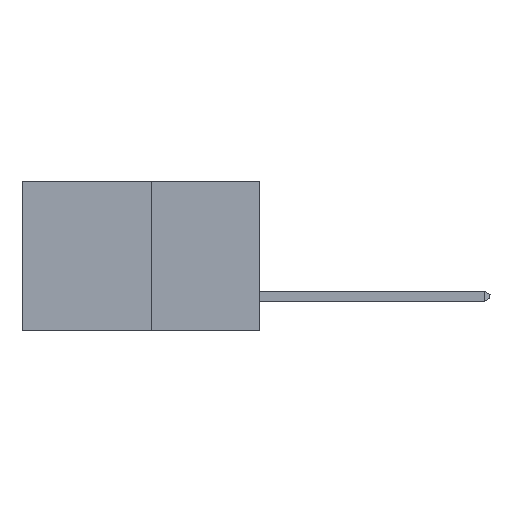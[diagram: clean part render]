
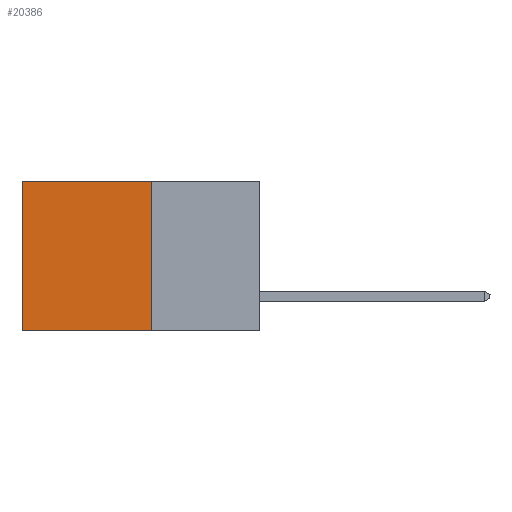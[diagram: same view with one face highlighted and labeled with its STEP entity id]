
A CAD part, left-side view. The second image highlights one B-rep face of the part: STEP entity #20386.
In plain terms, the highlighted planar face has unit normal (-1, 0, 0).
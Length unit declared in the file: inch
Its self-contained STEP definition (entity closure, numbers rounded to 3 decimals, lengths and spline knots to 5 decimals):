
#5 = LINE ( 'NONE', #10175, #5043 ) ;
#266 = CARTESIAN_POINT ( 'NONE',  ( 0.277, 0.27, -0.37 ) ) ;
#501 = CARTESIAN_POINT ( 'NONE',  ( 0.277, 0.27, -0.37 ) ) ;
#863 = LINE ( 'NONE', #20313, #25725 ) ;
#2152 = ORIENTED_EDGE ( 'NONE', *, *, #10841, .F. ) ;
#2682 = AXIS2_PLACEMENT_3D ( 'NONE', #501, #17907, #2975 ) ;
#2975 = DIRECTION ( 'NONE',  ( 0., 0., -1. ) ) ;
#3256 = VERTEX_POINT ( 'NONE', #14194 ) ;
#4833 = EDGE_LOOP ( 'NONE', ( #6297, #2152, #24751, #27366 ) ) ;
#5043 = VECTOR ( 'NONE', #5148, 39.37008 ) ;
#5117 = EDGE_CURVE ( 'NONE', #20705, #20455, #863, .T. ) ;
#5148 = DIRECTION ( 'NONE',  ( 0., 1., 0. ) ) ;
#5769 = LINE ( 'NONE', #266, #30487 ) ;
#6297 = ORIENTED_EDGE ( 'NONE', *, *, #12679, .T. ) ;
#6668 = EDGE_CURVE ( 'NONE', #20705, #13614, #5, .T. ) ;
#7839 = PLANE ( 'NONE',  #2682 ) ;
#10175 = CARTESIAN_POINT ( 'NONE',  ( 0.277, 0.27, 0. ) ) ;
#10263 = DIRECTION ( 'NONE',  ( 0., 1., 0. ) ) ;
#10841 = EDGE_CURVE ( 'NONE', #20455, #3256, #5769, .T. ) ;
#11946 = DIRECTION ( 'NONE',  ( 0., 0., -1. ) ) ;
#12679 = EDGE_CURVE ( 'NONE', #13614, #3256, #14247, .T. ) ;
#13614 = VERTEX_POINT ( 'NONE', #25332 ) ;
#14194 = CARTESIAN_POINT ( 'NONE',  ( 0.277, 0.59, -0.37 ) ) ;
#14247 = LINE ( 'NONE', #19347, #25862 ) ;
#15624 = CARTESIAN_POINT ( 'NONE',  ( 0.277, 0.27, -0.37 ) ) ;
#16151 = DIRECTION ( 'NONE',  ( 0., 0., -1. ) ) ;
#17907 = DIRECTION ( 'NONE',  ( 1., 0., 0. ) ) ;
#19347 = CARTESIAN_POINT ( 'NONE',  ( 0.277, 0.59, -0.37 ) ) ;
#20313 = CARTESIAN_POINT ( 'NONE',  ( 0.277, 0.27, -0.37 ) ) ;
#20386 = ADVANCED_FACE ( 'NONE', ( #25612 ), #7839, .F. ) ;
#20455 = VERTEX_POINT ( 'NONE', #15624 ) ;
#20705 = VERTEX_POINT ( 'NONE', #28947 ) ;
#24751 = ORIENTED_EDGE ( 'NONE', *, *, #5117, .F. ) ;
#25332 = CARTESIAN_POINT ( 'NONE',  ( 0.277, 0.59, 0. ) ) ;
#25612 = FACE_OUTER_BOUND ( 'NONE', #4833, .T. ) ;
#25725 = VECTOR ( 'NONE', #16151, 39.37008 ) ;
#25862 = VECTOR ( 'NONE', #11946, 39.37008 ) ;
#27366 = ORIENTED_EDGE ( 'NONE', *, *, #6668, .T. ) ;
#28947 = CARTESIAN_POINT ( 'NONE',  ( 0.277, 0.27, 0. ) ) ;
#30487 = VECTOR ( 'NONE', #10263, 39.37008 ) ;
